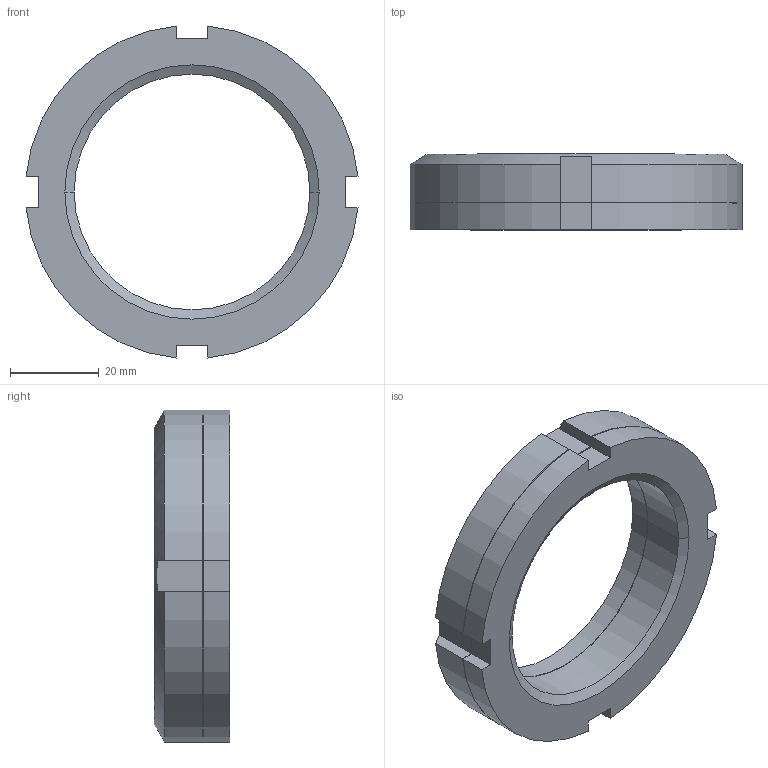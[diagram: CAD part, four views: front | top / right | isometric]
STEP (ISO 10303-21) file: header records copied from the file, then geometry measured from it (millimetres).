
FILE_DESCRIPTION((''),'2;1');
FILE_NAME('1RTHN0553____0','2019-10-29T15:32:17',('kim.bk'),(''),'CREO PARAMETRIC BY PTC INC, 2019010','CREO PARAMETRIC BY PTC INC, 2019010','');
FILE_SCHEMA(('CONFIG_CONTROL_DESIGN'));
Length unit declared in the file: millimetre
Products named in the file (1): 1RTHN0553____0
Bounding box: 74.67 x 17 x 74.67 mm (x, y, z)
Volume: 34600.9 mm3; surface area: 16598.2 mm2
Topology: 2 solids, 2 shells, 394 faces, 1112 edges, 740 vertices
Faces by surface type: plane 372, cylinder 12, cone 10
Entity records: 12570 total; most frequent: CARTESIAN_POINT 2298, ORIENTED_EDGE 2224, DIRECTION 1924, EDGE_CURVE 1112, VECTOR 1060, LINE 1060, VERTEX_POINT 740, AXIS2_PLACEMENT_3D 432
